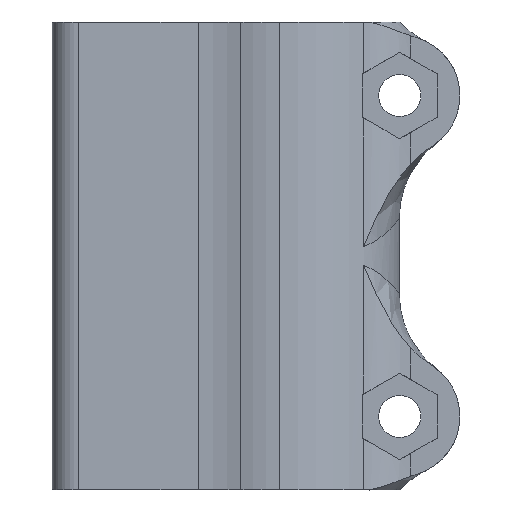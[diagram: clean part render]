
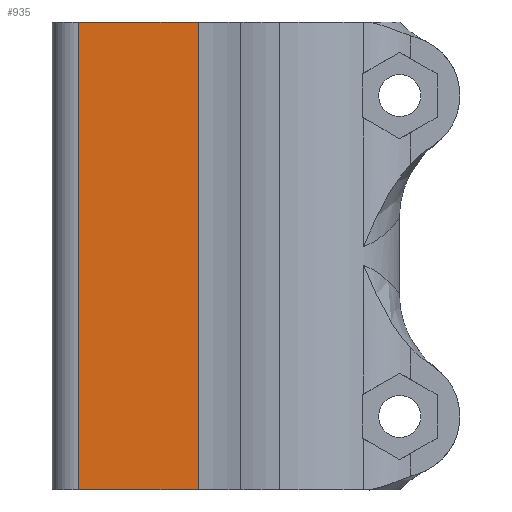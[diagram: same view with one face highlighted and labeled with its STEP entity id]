
A CAD part, left-side view. The second image highlights one B-rep face of the part: STEP entity #935.
In plain terms, the highlighted planar face has unit normal (-1, 0, 0).
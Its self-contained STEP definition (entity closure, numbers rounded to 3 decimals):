
#33 = DIRECTION ( 'NONE',  ( 0., -1., 0. ) ) ;
#297 = DIRECTION ( 'NONE',  ( 0., -1., 0. ) ) ;
#472 = VECTOR ( 'NONE', #297, 1000. ) ;
#553 = VERTEX_POINT ( 'NONE', #6178 ) ;
#700 = AXIS2_PLACEMENT_3D ( 'NONE', #2106, #2754, #3967 ) ;
#857 = CARTESIAN_POINT ( 'NONE',  ( -8., 15., 35. ) ) ;
#935 = ADVANCED_FACE ( 'NONE', ( #4455 ), #7311, .F. ) ;
#1598 = VECTOR ( 'NONE', #3013, 1000. ) ;
#1709 = ORIENTED_EDGE ( 'NONE', *, *, #3198, .T. ) ;
#1715 = ORIENTED_EDGE ( 'NONE', *, *, #7377, .F. ) ;
#2051 = VERTEX_POINT ( 'NONE', #2364 ) ;
#2081 = CARTESIAN_POINT ( 'NONE',  ( -8., 6.083, 35. ) ) ;
#2106 = CARTESIAN_POINT ( 'NONE',  ( -8., 15., 35. ) ) ;
#2153 = LINE ( 'NONE', #857, #472 ) ;
#2364 = CARTESIAN_POINT ( 'NONE',  ( -8., 15., 0. ) ) ;
#2720 = CARTESIAN_POINT ( 'NONE',  ( -8., 6.083, 0. ) ) ;
#2754 = DIRECTION ( 'NONE',  ( 1., 0., 0. ) ) ;
#2819 = VECTOR ( 'NONE', #33, 1000. ) ;
#3013 = DIRECTION ( 'NONE',  ( 0., 0., -1. ) ) ;
#3198 = EDGE_CURVE ( 'NONE', #553, #2051, #6354, .T. ) ;
#3427 = VECTOR ( 'NONE', #6028, 1000. ) ;
#3967 = DIRECTION ( 'NONE',  ( 0., 1., 0. ) ) ;
#4073 = CARTESIAN_POINT ( 'NONE',  ( -8., 15., 35. ) ) ;
#4086 = CARTESIAN_POINT ( 'NONE',  ( -8., 15., 0. ) ) ;
#4387 = EDGE_LOOP ( 'NONE', ( #7203, #6275, #1715, #1709 ) ) ;
#4455 = FACE_OUTER_BOUND ( 'NONE', #4387, .T. ) ;
#4616 = EDGE_CURVE ( 'NONE', #5451, #5220, #4923, .T. ) ;
#4923 = LINE ( 'NONE', #2081, #3427 ) ;
#5220 = VERTEX_POINT ( 'NONE', #2720 ) ;
#5451 = VERTEX_POINT ( 'NONE', #6850 ) ;
#5938 = LINE ( 'NONE', #4086, #2819 ) ;
#6028 = DIRECTION ( 'NONE',  ( 0., 0., -1. ) ) ;
#6065 = EDGE_CURVE ( 'NONE', #2051, #5220, #5938, .T. ) ;
#6178 = CARTESIAN_POINT ( 'NONE',  ( -8., 15., 35. ) ) ;
#6275 = ORIENTED_EDGE ( 'NONE', *, *, #4616, .F. ) ;
#6354 = LINE ( 'NONE', #4073, #1598 ) ;
#6850 = CARTESIAN_POINT ( 'NONE',  ( -8., 6.083, 35. ) ) ;
#7203 = ORIENTED_EDGE ( 'NONE', *, *, #6065, .T. ) ;
#7311 = PLANE ( 'NONE',  #700 ) ;
#7377 = EDGE_CURVE ( 'NONE', #553, #5451, #2153, .T. ) ;
